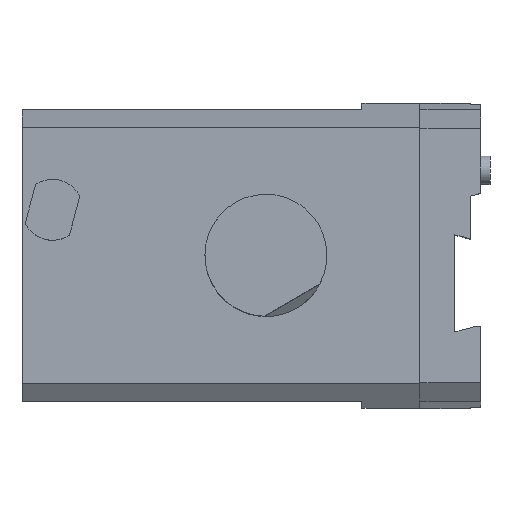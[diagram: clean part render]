
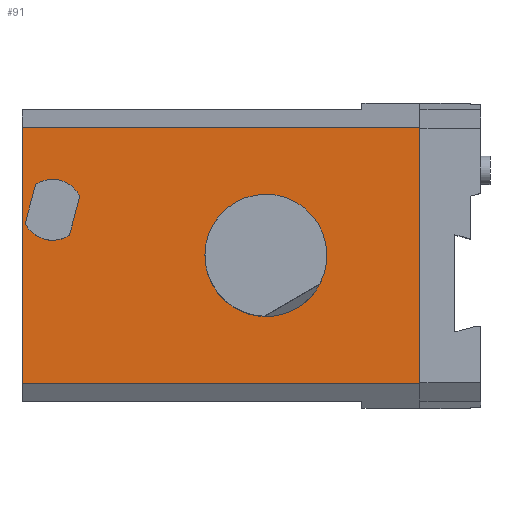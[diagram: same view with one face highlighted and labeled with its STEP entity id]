
A CAD part, top view. The second image highlights one B-rep face of the part: STEP entity #91.
In plain terms, the highlighted planar face has unit normal (0, 0, 1).
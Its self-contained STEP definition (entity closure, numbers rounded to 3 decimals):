
#37=FACE_BOUND('',#252,.T.);
#38=FACE_BOUND('',#253,.T.);
#39=FACE_BOUND('',#254,.T.);
#62=CIRCLE('',#1169,10.);
#63=CIRCLE('',#1172,10.);
#65=CIRCLE('',#1176,20.);
#91=ADVANCED_FACE('',(#37,#38,#39),#144,.F.);
#144=PLANE('',#1180);
#252=EDGE_LOOP('',(#405,#406,#407,#408));
#253=EDGE_LOOP('',(#409));
#254=EDGE_LOOP('',(#410,#411,#412,#413));
#405=ORIENTED_EDGE('',*,*,#783,.T.);
#406=ORIENTED_EDGE('',*,*,#710,.T.);
#407=ORIENTED_EDGE('',*,*,#784,.F.);
#408=ORIENTED_EDGE('',*,*,#696,.F.);
#409=ORIENTED_EDGE('',*,*,#781,.F.);
#410=ORIENTED_EDGE('',*,*,#772,.T.);
#411=ORIENTED_EDGE('',*,*,#779,.T.);
#412=ORIENTED_EDGE('',*,*,#777,.T.);
#413=ORIENTED_EDGE('',*,*,#775,.T.);
#595=VERTEX_POINT('',#1520);
#596=VERTEX_POINT('',#1522);
#604=VERTEX_POINT('',#1541);
#609=VERTEX_POINT('',#1550);
#662=VERTEX_POINT('',#1678);
#663=VERTEX_POINT('',#1679);
#664=VERTEX_POINT('',#1684);
#665=VERTEX_POINT('',#1688);
#666=VERTEX_POINT('',#1696);
#696=EDGE_CURVE('',#595,#596,#847,.T.);
#710=EDGE_CURVE('',#604,#609,#861,.T.);
#772=EDGE_CURVE('',#662,#663,#912,.T.);
#775=EDGE_CURVE('',#664,#662,#62,.T.);
#777=EDGE_CURVE('',#665,#664,#916,.T.);
#779=EDGE_CURVE('',#663,#665,#63,.T.);
#781=EDGE_CURVE('',#666,#666,#65,.T.);
#783=EDGE_CURVE('',#595,#604,#918,.T.);
#784=EDGE_CURVE('',#596,#609,#919,.T.);
#847=LINE('',#1521,#979);
#861=LINE('',#1551,#993);
#912=LINE('',#1677,#1044);
#916=LINE('',#1687,#1048);
#918=LINE('',#1700,#1050);
#919=LINE('',#1701,#1051);
#979=VECTOR('',#1228,1.);
#993=VECTOR('',#1246,1.);
#1044=VECTOR('',#1343,1.);
#1048=VECTOR('',#1353,1.);
#1050=VECTOR('',#1373,1.);
#1051=VECTOR('',#1374,1.);
#1169=AXIS2_PLACEMENT_3D('',#1683,#1348,#1349);
#1172=AXIS2_PLACEMENT_3D('',#1691,#1357,#1358);
#1176=AXIS2_PLACEMENT_3D('',#1695,#1365,#1366);
#1180=AXIS2_PLACEMENT_3D('',#1702,#1375,#1376);
#1228=DIRECTION('',(-1.,0.,0.));
#1246=DIRECTION('',(-1.,0.,0.));
#1343=DIRECTION('',(0.259,0.966,0.));
#1348=DIRECTION('',(0.,0.,-1.));
#1349=DIRECTION('',(1.,0.,0.));
#1353=DIRECTION('',(-0.259,-0.966,0.));
#1357=DIRECTION('',(0.,0.,-1.));
#1358=DIRECTION('',(1.,0.,0.));
#1365=DIRECTION('',(0.,0.,1.));
#1366=DIRECTION('',(-1.,0.,0.));
#1373=DIRECTION('',(0.,1.,0.));
#1374=DIRECTION('',(0.,1.,0.));
#1375=DIRECTION('',(0.,0.,-1.));
#1376=DIRECTION('',(1.,0.,0.));
#1520=CARTESIAN_POINT('',(50.5,-42.,0.));
#1521=CARTESIAN_POINT('',(112.026,-42.,0.));
#1522=CARTESIAN_POINT('',(-80.,-42.,0.));
#1541=CARTESIAN_POINT('',(50.5,42.,0.));
#1550=CARTESIAN_POINT('',(-80.,42.,0.));
#1551=CARTESIAN_POINT('',(112.026,42.,0.));
#1677=CARTESIAN_POINT('',(-78.956,10.552,0.));
#1678=CARTESIAN_POINT('',(-78.956,10.552,0.));
#1679=CARTESIAN_POINT('',(-75.533,23.33,0.));
#1683=CARTESIAN_POINT('',(-70.,15.,0.));
#1684=CARTESIAN_POINT('',(-64.467,6.67,0.));
#1687=CARTESIAN_POINT('',(-61.044,19.448,0.));
#1688=CARTESIAN_POINT('',(-61.044,19.448,0.));
#1691=CARTESIAN_POINT('',(-70.,15.,0.));
#1695=CARTESIAN_POINT('',(0.,0.,0.));
#1696=CARTESIAN_POINT('',(-20.,0.,0.));
#1700=CARTESIAN_POINT('',(50.5,-50.,0.));
#1701=CARTESIAN_POINT('',(-80.,-50.,0.));
#1702=CARTESIAN_POINT('',(50.5,-50.,0.));
